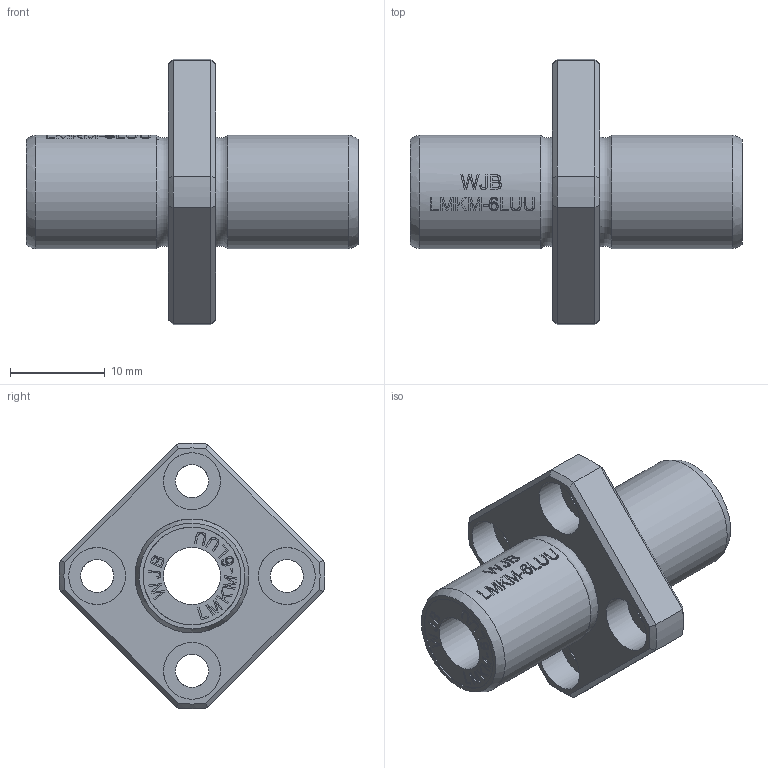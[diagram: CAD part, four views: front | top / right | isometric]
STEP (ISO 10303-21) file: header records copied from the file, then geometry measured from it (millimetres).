
FILE_DESCRIPTION(/* description */ (''),/* implementation_level */ '2;1');
FILE_NAME(/* name */ 'WJB-LMKM-6LUU.stp',/* time_stamp */ '2018-09-26T17:22:13+08:00',/* author */ (''),/* organization */ (''),/* preprocessor_version */ 'ST-DEVELOPER v11',/* originating_system */ 'SIEMENS UGS NX 6.0',/* authorisation */ '');
FILE_SCHEMA (('CONFIG_CONTROL_DESIGN'));
Length unit declared in the file: millimetre
Products named in the file (1): WJB-LMKM-6LUU
Bounding box: 35 x 27.98 x 27.98 mm (x, y, z)
Volume: 4273.8 mm3; surface area: 3307.8 mm2
Topology: 1 solids, 1 shells, 396 faces, 1033 edges, 692 vertices
Faces by surface type: plane 262, extrusion 90, cylinder 32, cone 8, bspline 2, torus 2
Full cylindrical faces by diameter (mm): 3.5 x4, 6 x5, 10.3 x2, 12 x2
Entity records: 15110 total; most frequent: CARTESIAN_POINT 6071, ORIENTED_EDGE 2016, DIRECTION 1402, EDGE_CURVE 1008, VERTEX_POINT 684, VECTOR 596, LINE 506, B_SPLINE_CURVE_WITH_KNOTS 494
